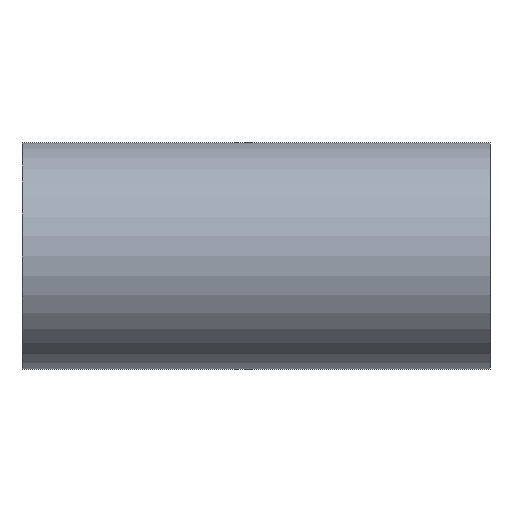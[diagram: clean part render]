
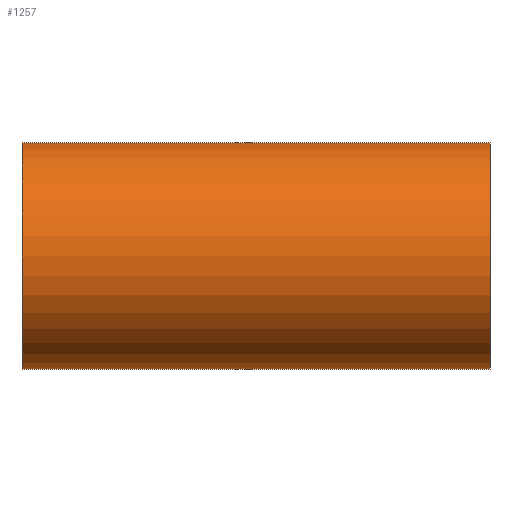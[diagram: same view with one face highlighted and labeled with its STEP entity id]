
A CAD part, front view. The second image highlights one B-rep face of the part: STEP entity #1257.
In plain terms, the highlighted cylindrical face has radius 50.8 mm (diameter 101.6 mm), a partial arc.
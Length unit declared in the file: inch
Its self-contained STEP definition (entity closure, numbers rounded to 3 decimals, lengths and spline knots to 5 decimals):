
#10 = EDGE_CURVE ( 'NONE', #1233, #47, #735, .T. ) ;
#47 = VERTEX_POINT ( 'NONE', #1874 ) ;
#61 = CARTESIAN_POINT ( 'NONE',  ( 4.12598, 0., -2. ) ) ;
#85 = CYLINDRICAL_SURFACE ( 'NONE', #2205, 2. ) ;
#308 = CARTESIAN_POINT ( 'NONE',  ( -4.12598, 0., -2. ) ) ;
#393 = DIRECTION ( 'NONE',  ( 1., 0., 0. ) ) ;
#526 = EDGE_CURVE ( 'NONE', #2076, #1582, #642, .T. ) ;
#542 = DIRECTION ( 'NONE',  ( 0., 0., 1. ) ) ;
#553 = CIRCLE ( 'NONE', #1247, 2. ) ;
#607 = CARTESIAN_POINT ( 'NONE',  ( -4.12598, 0., 0. ) ) ;
#613 = VECTOR ( 'NONE', #957, 39.37008 ) ;
#637 = VECTOR ( 'NONE', #2044, 39.37008 ) ;
#642 = LINE ( 'NONE', #1510, #613 ) ;
#652 = ORIENTED_EDGE ( 'NONE', *, *, #526, .F. ) ;
#693 = CIRCLE ( 'NONE', #1615, 2. ) ;
#735 = LINE ( 'NONE', #1856, #637 ) ;
#886 = CARTESIAN_POINT ( 'NONE',  ( 4.12598, 0., 0. ) ) ;
#932 = ORIENTED_EDGE ( 'NONE', *, *, #1392, .T. ) ;
#957 = DIRECTION ( 'NONE',  ( -1., 0., 0. ) ) ;
#990 = FACE_OUTER_BOUND ( 'NONE', #2315, .T. ) ;
#1233 = VERTEX_POINT ( 'NONE', #2175 ) ;
#1247 = AXIS2_PLACEMENT_3D ( 'NONE', #607, #393, #2026 ) ;
#1257 = ADVANCED_FACE ( 'NONE', ( #990 ), #85, .T. ) ;
#1385 = DIRECTION ( 'NONE',  ( 1., 0., 0. ) ) ;
#1392 = EDGE_CURVE ( 'NONE', #47, #1582, #553, .T. ) ;
#1510 = CARTESIAN_POINT ( 'NONE',  ( 4.12598, 0., -2. ) ) ;
#1549 = CARTESIAN_POINT ( 'NONE',  ( 4.12598, 0., 0. ) ) ;
#1582 = VERTEX_POINT ( 'NONE', #308 ) ;
#1615 = AXIS2_PLACEMENT_3D ( 'NONE', #1549, #1385, #1933 ) ;
#1856 = CARTESIAN_POINT ( 'NONE',  ( 4.12598, 0., 2. ) ) ;
#1874 = CARTESIAN_POINT ( 'NONE',  ( -4.12598, 0., 2. ) ) ;
#1886 = ORIENTED_EDGE ( 'NONE', *, *, #10, .T. ) ;
#1933 = DIRECTION ( 'NONE',  ( 0., 0., -1. ) ) ;
#2026 = DIRECTION ( 'NONE',  ( 0., 0., -1. ) ) ;
#2044 = DIRECTION ( 'NONE',  ( -1., 0., 0. ) ) ;
#2076 = VERTEX_POINT ( 'NONE', #61 ) ;
#2175 = CARTESIAN_POINT ( 'NONE',  ( 4.12598, 0., 2. ) ) ;
#2205 = AXIS2_PLACEMENT_3D ( 'NONE', #886, #2371, #542 ) ;
#2251 = ORIENTED_EDGE ( 'NONE', *, *, #2271, .F. ) ;
#2271 = EDGE_CURVE ( 'NONE', #1233, #2076, #693, .T. ) ;
#2315 = EDGE_LOOP ( 'NONE', ( #652, #2251, #1886, #932 ) ) ;
#2371 = DIRECTION ( 'NONE',  ( -1., 0., 0. ) ) ;
